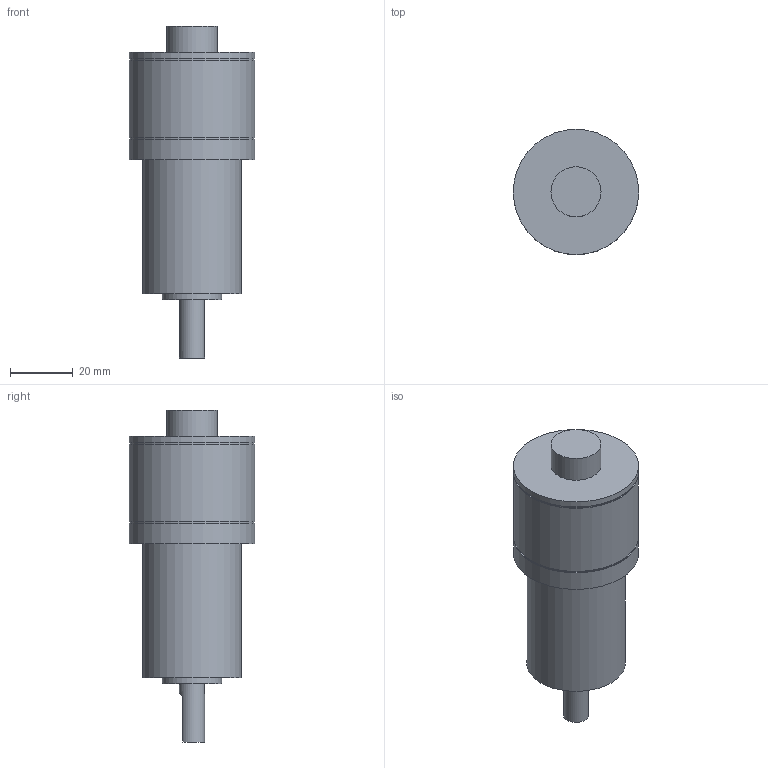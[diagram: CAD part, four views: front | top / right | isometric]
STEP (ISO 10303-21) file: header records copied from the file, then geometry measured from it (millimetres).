
FILE_DESCRIPTION(/* description */ ('STEP AP214'),/* implementation_level */ '2;1');
FILE_NAME(/* name */ '683c51574258294a187f3e80',/* time_stamp */ '2025-06-01T13:10:48Z',/* author */ (''),/* organization */ (''),/* preprocessor_version */ 'ST-DEVELOPER v20',/* originating_system */ 'ONSHAPE BY PTC INC, 1.198',/* authorisation */ ' ');
FILE_SCHEMA (('AUTOMOTIVE_DESIGN {1 0 10303 214 3 1 1}'));
Length unit declared in the file: metre
Products named in the file (1): ECi40_03
Bounding box: 40 x 40 x 105.9 mm (x, y, z)
Volume: 79628.5 mm3; surface area: 12178.2 mm2
Topology: 1 solids, 1 shells, 21 faces, 34 edges, 23 vertices
Faces by surface type: plane 12, cylinder 9
Full cylindrical faces by diameter (mm): 8 x1, 16 x1, 19 x1, 31.6 x1, 39.5 x2, 40 x3
Entity records: 472 total; most frequent: DIRECTION 88, CARTESIAN_POINT 68, ORIENTED_EDGE 48, AXIS2_PLACEMENT_3D 42, EDGE_LOOP 38, FACE_BOUND 38, EDGE_CURVE 24, VERTEX_POINT 22
